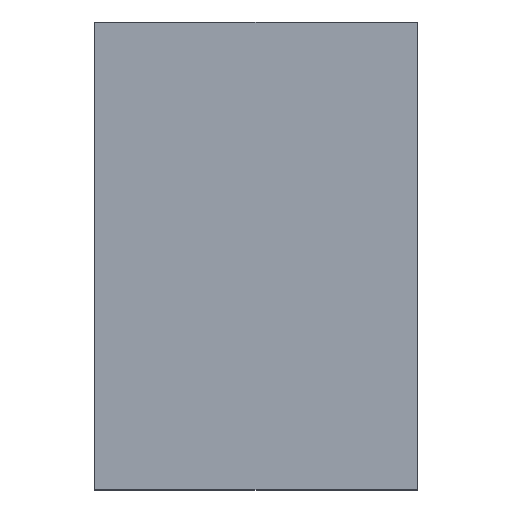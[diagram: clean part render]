
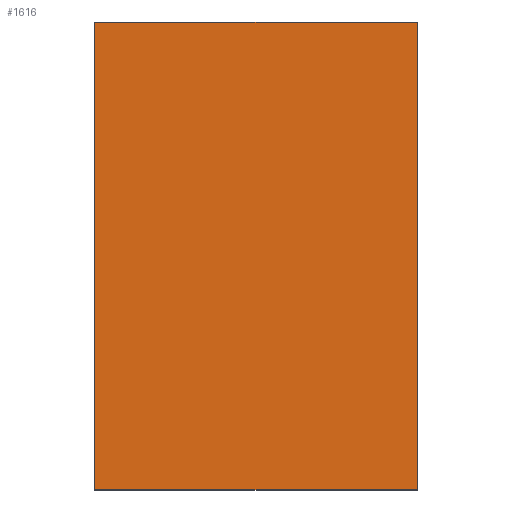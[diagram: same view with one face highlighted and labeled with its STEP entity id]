
A CAD part, top view. The second image highlights one B-rep face of the part: STEP entity #1616.
In plain terms, the highlighted face is planar.
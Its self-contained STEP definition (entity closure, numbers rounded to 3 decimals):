
#557=DIRECTION('',(0.,0.,1.));
#558=VECTOR('',#557,1.45);
#559=CARTESIAN_POINT('',(-0.5,0.55,-0.725));
#560=LINE('',#559,#558);
#564=DIRECTION('',(-1.,0.,0.));
#565=VECTOR('',#564,1.);
#566=CARTESIAN_POINT('',(0.5,0.55,-0.725));
#567=LINE('',#566,#565);
#571=DIRECTION('',(0.,0.,-1.));
#572=VECTOR('',#571,1.45);
#573=CARTESIAN_POINT('',(0.5,0.55,0.725));
#574=LINE('',#573,#572);
#578=DIRECTION('',(1.,0.,0.));
#579=VECTOR('',#578,1.);
#580=CARTESIAN_POINT('',(-0.5,0.55,0.725));
#581=LINE('',#580,#579);
#1167=CARTESIAN_POINT('',(-0.5,0.55,-0.725));
#1168=CARTESIAN_POINT('',(-0.5,0.55,0.725));
#1169=VERTEX_POINT('',#1167);
#1170=VERTEX_POINT('',#1168);
#1171=CARTESIAN_POINT('',(0.5,0.55,0.725));
#1172=VERTEX_POINT('',#1171);
#1173=CARTESIAN_POINT('',(0.5,0.55,-0.725));
#1174=VERTEX_POINT('',#1173);
#1605=CARTESIAN_POINT('',(0.,0.55,0.));
#1606=DIRECTION('',(0.,1.,0.));
#1607=DIRECTION('',(1.,0.,0.));
#1608=AXIS2_PLACEMENT_3D('',#1605,#1606,#1607);
#1609=PLANE('',#1608);
#1610=ORIENTED_EDGE('',*,*,#1457,.F.);
#1611=ORIENTED_EDGE('',*,*,#1502,.F.);
#1612=ORIENTED_EDGE('',*,*,#1536,.F.);
#1613=ORIENTED_EDGE('',*,*,#1579,.F.);
#1614=EDGE_LOOP('',(#1610,#1611,#1612,#1613));
#1615=FACE_OUTER_BOUND('',#1614,.F.);
#1616=ADVANCED_FACE('',(#1615),#1609,.T.);
#1457=EDGE_CURVE('',#1169,#1170,#560,.T.);
#1502=EDGE_CURVE('',#1174,#1169,#567,.T.);
#1536=EDGE_CURVE('',#1172,#1174,#574,.T.);
#1579=EDGE_CURVE('',#1170,#1172,#581,.T.);
